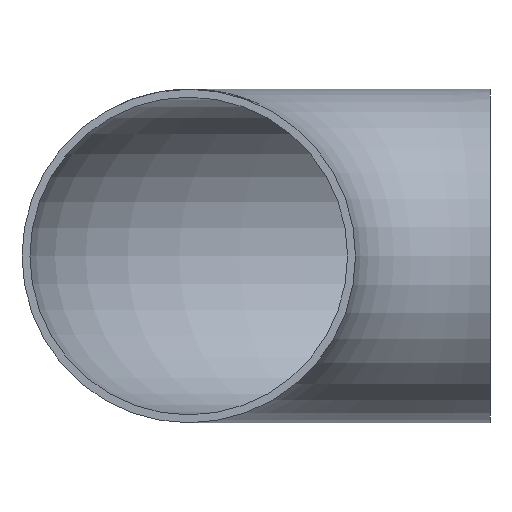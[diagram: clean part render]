
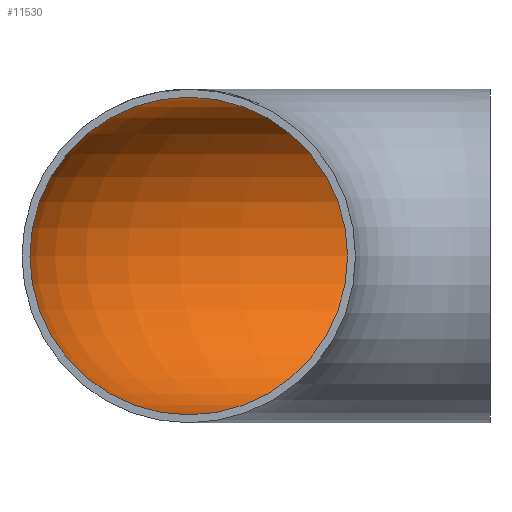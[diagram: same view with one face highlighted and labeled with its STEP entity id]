
A CAD part, front view. The second image highlights one B-rep face of the part: STEP entity #11530.
In plain terms, the highlighted toroidal (fillet/blend) face has major radius 152 mm and minor radius 80.15 mm.
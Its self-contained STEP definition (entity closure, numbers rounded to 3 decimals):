
#1033 = DIRECTION ( 'NONE',  ( 0., 0., 1. ) ) ;
#3083 = FACE_OUTER_BOUND ( 'NONE', #13430, .T. ) ;
#3110 = CARTESIAN_POINT ( 'NONE',  ( -152., 0., 80.15 ) ) ;
#5402 = CARTESIAN_POINT ( 'NONE',  ( 0., 232.15, 0. ) ) ;
#6302 = EDGE_CURVE ( 'NONE', #9335, #9335, #13325, .T. ) ;
#6752 = EDGE_CURVE ( 'NONE', #25670, #25670, #10721, .T. ) ;
#8471 = ORIENTED_EDGE ( 'NONE', *, *, #6302, .F. ) ;
#9335 = VERTEX_POINT ( 'NONE', #3110 ) ;
#10165 = DIRECTION ( 'NONE',  ( 0., 1., 0. ) ) ;
#10721 = CIRCLE ( 'NONE', #14204, 80.15 ) ;
#10912 = EDGE_LOOP ( 'NONE', ( #12853 ) ) ;
#11530 = ADVANCED_FACE ( 'NONE', ( #19184, #3083 ), #25370, .F. ) ;
#12853 = ORIENTED_EDGE ( 'NONE', *, *, #6752, .T. ) ;
#12894 = AXIS2_PLACEMENT_3D ( 'NONE', #21577, #23468, #1033 ) ;
#13325 = CIRCLE ( 'NONE', #12894, 80.15 ) ;
#13430 = EDGE_LOOP ( 'NONE', ( #8471 ) ) ;
#14204 = AXIS2_PLACEMENT_3D ( 'NONE', #16384, #14231, #10165 ) ;
#14231 = DIRECTION ( 'NONE',  ( 1., 0., 0. ) ) ;
#16384 = CARTESIAN_POINT ( 'NONE',  ( 0., 152., 0. ) ) ;
#17155 = DIRECTION ( 'NONE',  ( 0., 0., -1. ) ) ;
#19184 = FACE_OUTER_BOUND ( 'NONE', #10912, .T. ) ;
#21191 = DIRECTION ( 'NONE',  ( -1., 0., 0. ) ) ;
#21577 = CARTESIAN_POINT ( 'NONE',  ( -152., 0., 0. ) ) ;
#23468 = DIRECTION ( 'NONE',  ( 0., 1., 0. ) ) ;
#23751 = CARTESIAN_POINT ( 'NONE',  ( 0., 0., 0. ) ) ;
#24513 = AXIS2_PLACEMENT_3D ( 'NONE', #23751, #17155, #21191 ) ;
#25370 = TOROIDAL_SURFACE ( 'NONE', #24513, 152., 80.15 ) ;
#25670 = VERTEX_POINT ( 'NONE', #5402 ) ;
